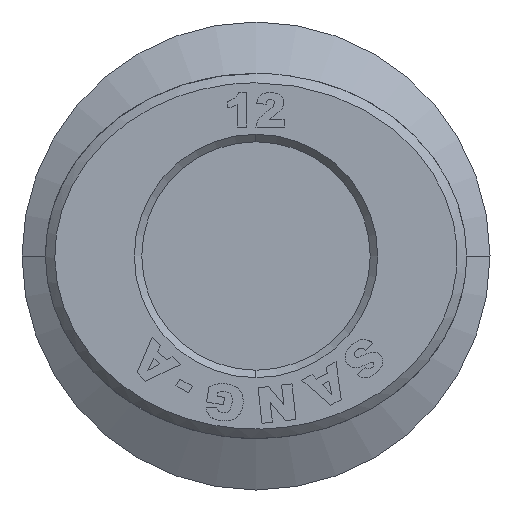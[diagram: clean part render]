
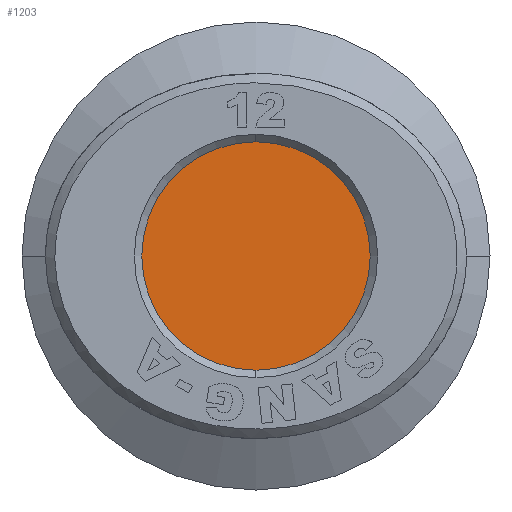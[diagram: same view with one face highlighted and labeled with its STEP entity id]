
A CAD part, left-side view. The second image highlights one B-rep face of the part: STEP entity #1203.
In plain terms, the highlighted face is planar.
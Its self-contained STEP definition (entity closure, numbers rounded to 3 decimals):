
#1143=CARTESIAN_POINT('',(-6.1,0.,-37.2));
#1144=VERTEX_POINT('',#1143);
#1158=CARTESIAN_POINT('',(6.1,0.,-37.2));
#1159=VERTEX_POINT('',#1158);
#1166=CARTESIAN_POINT('',(0.,0.,-37.2));
#1167=DIRECTION('',(0.0,0.0,1.0));
#1168=DIRECTION('',(-1.0,0.0,0.0));
#1169=AXIS2_PLACEMENT_3D('',#1166,#1167,#1168);
#1170=CIRCLE('',#1169,6.1);
#1171=EDGE_CURVE('',#1159,#1144,#1170,.T.);
#1182=CARTESIAN_POINT('',(0.,0.,-37.2));
#1183=DIRECTION('',(0.0,0.0,1.0));
#1184=DIRECTION('',(-1.0,0.0,0.0));
#1185=AXIS2_PLACEMENT_3D('',#1182,#1183,#1184);
#1186=CIRCLE('',#1185,6.1);
#1187=EDGE_CURVE('',#1144,#1159,#1186,.T.);
#1194=CARTESIAN_POINT('',(0.,0.,-37.2));
#1195=DIRECTION('',(0.0,0.0,1.0));
#1196=DIRECTION('',(-1.0,0.0,0.0));
#1197=AXIS2_PLACEMENT_3D('',#1194,#1195,#1196);
#1198=PLANE('',#1197);
#1199=ORIENTED_EDGE('',*,*,#1187,.F.);
#1200=ORIENTED_EDGE('',*,*,#1171,.F.);
#1201=EDGE_LOOP('',(#1199,#1200));
#1202=FACE_OUTER_BOUND('',#1201,.T.);
#1203=ADVANCED_FACE('',(#1202),#1198,.F.);
